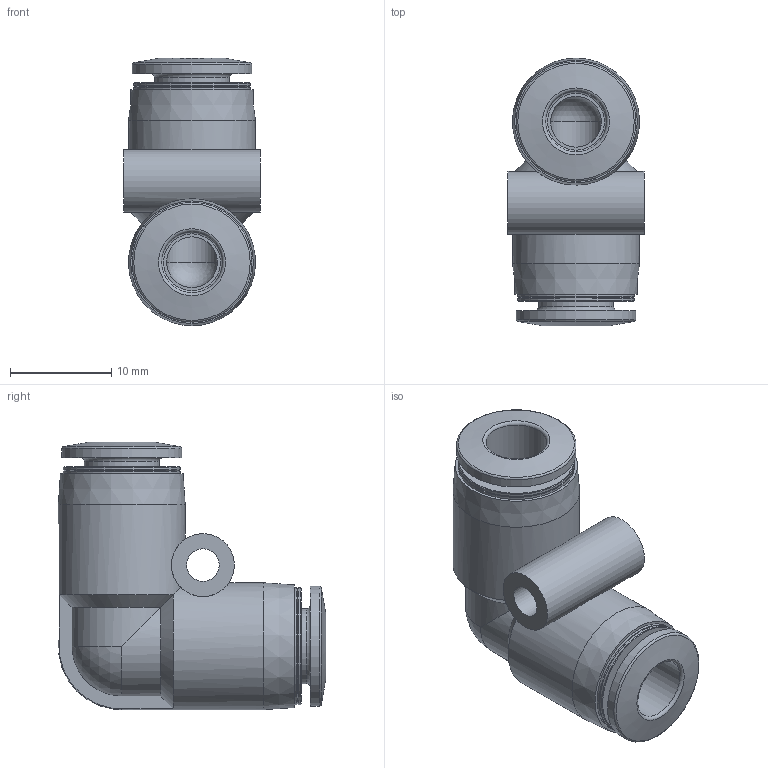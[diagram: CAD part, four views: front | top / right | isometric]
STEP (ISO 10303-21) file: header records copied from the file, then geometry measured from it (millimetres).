
FILE_DESCRIPTION(/* description */ ('STEP AP214'),/* implementation_level */ '2;1');
FILE_NAME(/* name */ '130741_QSL-6-100',/* time_stamp */ '2024-09-14T09:16:42+02:00',/* author */ ('License CC BY-ND 4.0'),/* organization */ ('CADENAS'),/* preprocessor_version */ 'ST-DEVELOPER v19.3',/* originating_system */ 'PARTsolutions',/* authorisation */ ' ');
FILE_SCHEMA (('AUTOMOTIVE_DESIGN {1 0 10303 214 3 1 1}'));
Length unit declared in the file: millimetre
Products named in the file (1): 130741 QSL-6-100
Bounding box: 13.5 x 26.35 x 26.35 mm (x, y, z)
Volume: 3433.7 mm3; surface area: 2950.7 mm2
Topology: 1 solids, 1 shells, 58 faces, 123 edges, 73 vertices
Faces by surface type: cylinder 20, cone 14, plane 12, torus 8, sphere 4
Full cylindrical faces by diameter (mm): 3.2 x1, 5 x2, 6 x2, 6.2 x1, 7.4 x2, 11.5 x4, 11.8 x2, 12.5 x2
Entity records: 1811 total; most frequent: DIRECTION 260, CARTESIAN_POINT 260, ORIENTED_EDGE 166, AXIS2_PLACEMENT_3D 126, EDGE_LOOP 103, FACE_BOUND 103, EDGE_CURVE 83, VERTEX_POINT 68
